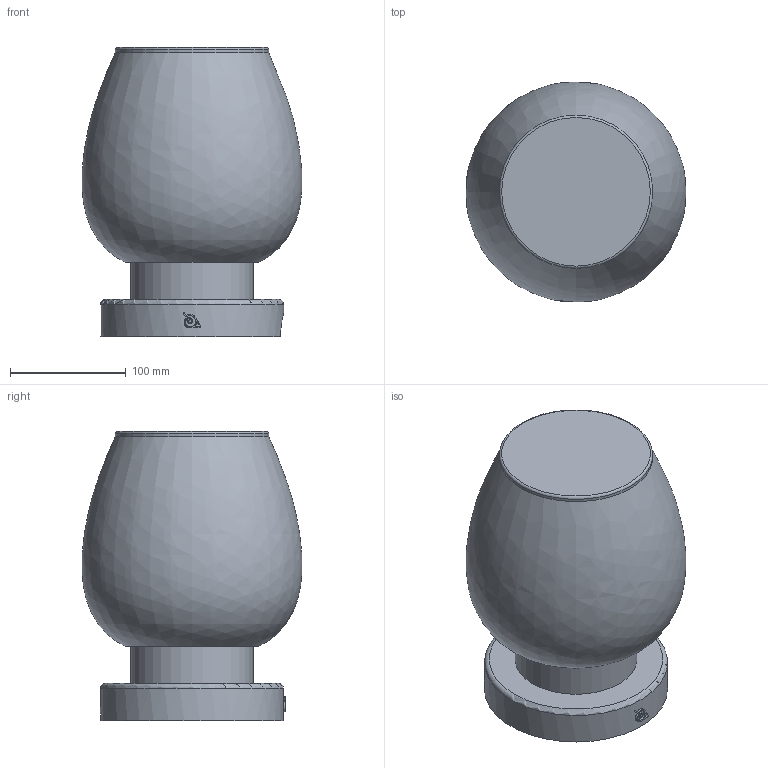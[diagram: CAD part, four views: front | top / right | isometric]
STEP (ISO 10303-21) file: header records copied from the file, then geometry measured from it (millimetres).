
FILE_DESCRIPTION(/* description */ ('STEP AP242 Edition 2','CAx-IF Rec.Pracs.---Representation and Presentation of Product Manufacturing Information (PMI)---4.0---2014-10-13','CAx-IF Rec.Pracs.---3D Tessellated Geometry---0.4---2014-09-14','2;1','CAx-IF Rec.Pracs.---User Defined Attributes---1.5---2016-08-15'),/* implementation_level */ '2;1');
FILE_NAME(/* name */ '69338479dd5747af1b6bebda',/* time_stamp */ '2025-12-06T01:18:49Z',/* author */ (''),/* organization */ (''),/* preprocessor_version */ 'ST-DEVELOPER v20',/* originating_system */ 'ONSHAPE BY PTC INC, 1.207',/* authorisation */ ' ');
FILE_SCHEMA (('AP242_MANAGED_MODEL_BASED_3D_ENGINEERING_MIM_LF { 1 0 10303 442 3 1 4 }'));
Length unit declared in the file: metre
Products named in the file (6): Component2; Component1; Hexagon Nut JIS B 1181 - M6 - C Steel 6 Plain; Hex Head Bolt JIS B 1180 - M5x16 - C Steel 4.6 Plain; Component3
Bounding box: 189.97 x 189.97 x 249.73 mm (x, y, z)
Volume: 1487768.2 mm3; surface area: 346300.2 mm2
Topology: 6 solids, 6 shells, 87 faces, 221 edges, 147 vertices
Faces by surface type: plane 45, bspline 16, cylinder 16, cone 7, torus 3
Full cylindrical faces by diameter (mm): 9.802 x1, 10 x1, 10.07 x1, 31.346 x2, 36.1 x1, 85.488 x1, 105.488 x1, 118.232 x1, 132.448 x1, 158.232 x1
Entity records: 7104 total; most frequent: CARTESIAN_POINT 5098, ORIENTED_EDGE 386, DIRECTION 326, EDGE_CURVE 193, VERTEX_POINT 143, FACE_BOUND 130, EDGE_LOOP 129, AXIS2_PLACEMENT_3D 128
